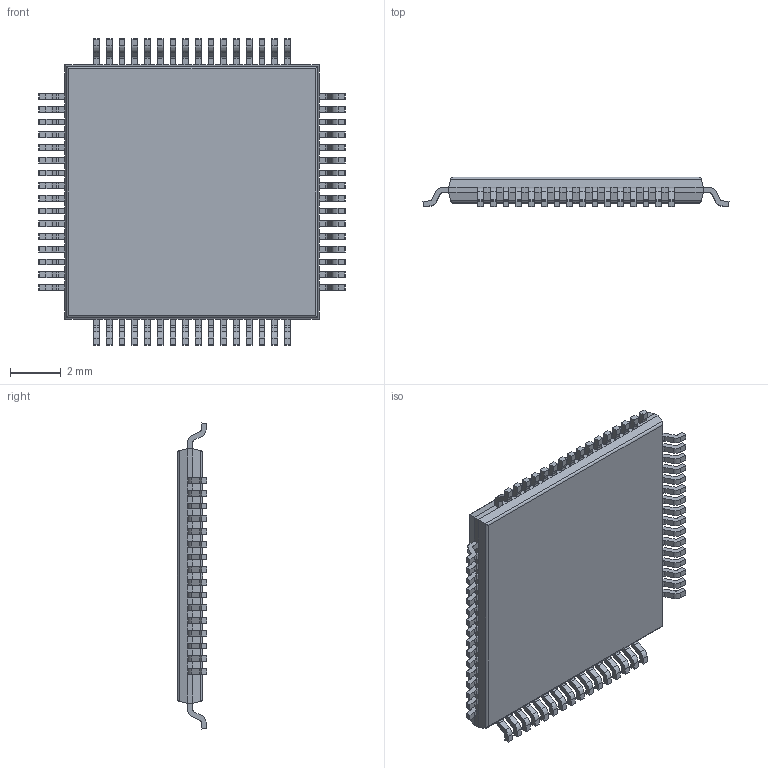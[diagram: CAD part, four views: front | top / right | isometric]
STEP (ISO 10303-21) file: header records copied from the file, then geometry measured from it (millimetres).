
FILE_DESCRIPTION (( 'STEP AP214' ), '1' );
FILE_NAME ('User Library-IPC QFP-full.STEP', '2012-12-21T05:52:52', ( 'Windows User' ), ( '' ), 'SwSTEP 2.0', 'SolidWorks 2013', '' );
FILE_SCHEMA (( 'AUTOMOTIVE_DESIGN' ));
Length unit declared in the file: millimetre
Products named in the file (1): User Library-IPC QFP-full
Bounding box: 12.03 x 1.15 x 12.03 mm (x, y, z)
Volume: 102.3 mm3; surface area: 301.9 mm2
Topology: 1 solids, 1 shells, 921 faces, 2482 edges, 1564 vertices
Faces by surface type: plane 655, cylinder 266
Entity records: 38561 total; most frequent: CARTESIAN_POINT 4992, ORIENTED_EDGE 4964, DIRECTION 4834, EDGE_CURVE 2482, LINE 1958, VECTOR 1958, VERTEX_POINT 1564, AXIS2_PLACEMENT_3D 1438
